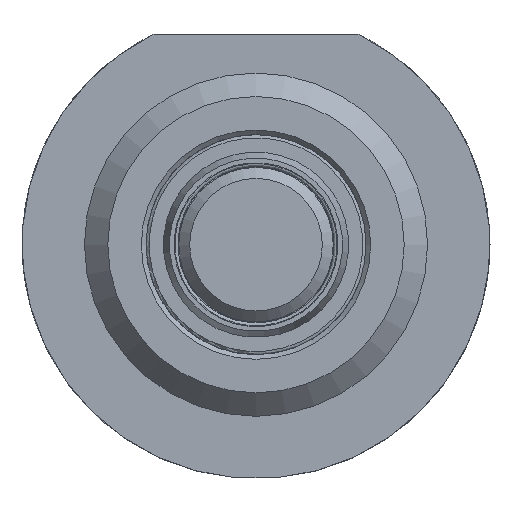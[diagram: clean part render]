
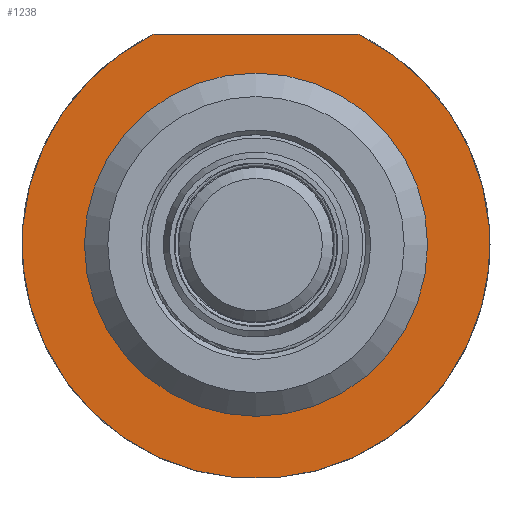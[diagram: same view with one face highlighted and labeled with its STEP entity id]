
A CAD part, front view. The second image highlights one B-rep face of the part: STEP entity #1238.
In plain terms, the highlighted planar face has unit normal (0, -1, 0).
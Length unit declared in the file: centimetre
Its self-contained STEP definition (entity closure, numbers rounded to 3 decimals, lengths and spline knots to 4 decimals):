
#27=LINE($,#2061,#73);
#73=VECTOR($,#1630,1.3077);
#145=PLANE($,#1389);
#228=FACE_BOUND($,#441,.T.);
#305=FACE_OUTER_BOUND($,#440,.T.);
#440=EDGE_LOOP($,(#985,#986));
#441=EDGE_LOOP($,(#987));
#561=CIRCLE($,#1386,1.1);
#562=CIRCLE($,#1388,1.5);
#647=VERTEX_POINT($,#2059);
#648=VERTEX_POINT($,#2060);
#660=VERTEX_POINT($,#2099);
#769=EDGE_CURVE($,#647,#648,#27,.T.);
#784=EDGE_CURVE($,#660,#660,#561,.T.);
#785=EDGE_CURVE($,#648,#647,#562,.T.);
#985=ORIENTED_EDGE($,*,*,#769,.F.);
#986=ORIENTED_EDGE($,*,*,#785,.F.);
#987=ORIENTED_EDGE($,*,*,#784,.T.);
#1238=ADVANCED_FACE($,(#305,#228),#145,.T.);
#1386=AXIS2_PLACEMENT_3D($,#2100,#1679,#1680);
#1388=AXIS2_PLACEMENT_3D($,#2102,#1683,#1684);
#1389=AXIS2_PLACEMENT_3D($,#2103,#1685,#1686);
#1630=DIRECTION($,(1.,0.,0.));
#1679=DIRECTION('center_axis',(0.,1.,0.));
#1680=DIRECTION('ref_axis',(0.,0.,1.));
#1683=DIRECTION('center_axis',(0.,1.,0.));
#1684=DIRECTION('ref_axis',(-0.436,0.,0.9));
#1685=DIRECTION('center_axis',(0.,-1.,0.));
#1686=DIRECTION('ref_axis',(0.,0.,-1.));
#2059=CARTESIAN_POINT('',(-0.6538,-6.65,1.35));
#2060=CARTESIAN_POINT('',(0.6538,-6.65,1.35));
#2061=CARTESIAN_POINT($,(-0.6538,-6.65,1.35));
#2099=CARTESIAN_POINT('',(0.,-6.65,1.1));
#2100=CARTESIAN_POINT('Origin',(0.,-6.65,0.));
#2102=CARTESIAN_POINT('Origin',(0.,-6.65,0.));
#2103=CARTESIAN_POINT('Origin',(0.,-6.65,0.1083));
